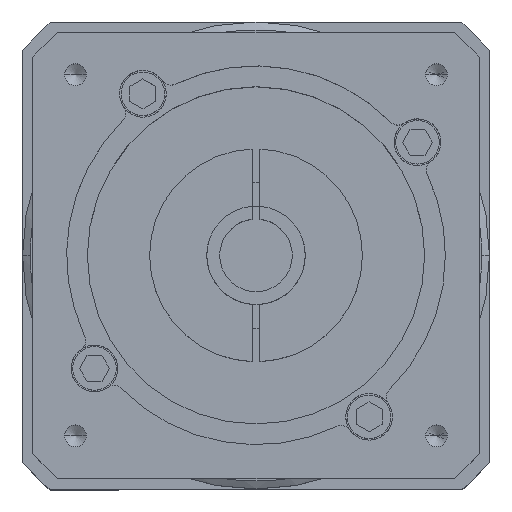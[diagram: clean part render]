
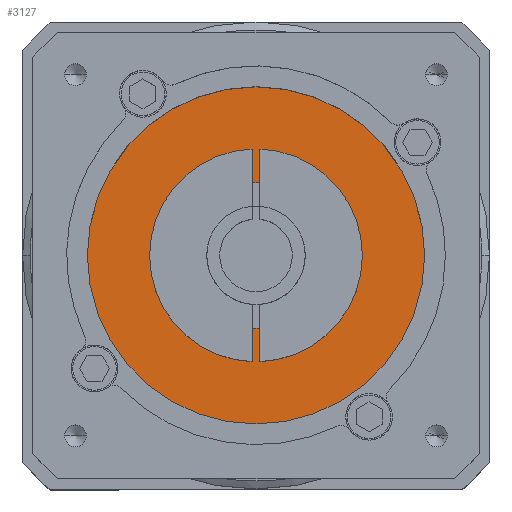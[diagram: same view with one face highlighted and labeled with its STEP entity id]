
A CAD part, top view. The second image highlights one B-rep face of the part: STEP entity #3127.
In plain terms, the highlighted planar face has unit normal (0, 0, 1).
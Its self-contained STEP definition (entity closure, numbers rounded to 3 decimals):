
#230 = CARTESIAN_POINT ( 'NONE',  ( 0., 0., 112.5 ) ) ;
#265 = AXIS2_PLACEMENT_3D ( 'NONE', #5410, #1975, #5972 ) ;
#309 = AXIS2_PLACEMENT_3D ( 'NONE', #4861, #1412, #5416 ) ;
#409 = AXIS2_PLACEMENT_3D ( 'NONE', #3405, #2255, #2853 ) ;
#422 = VERTEX_POINT ( 'NONE', #592 ) ;
#440 = ORIENTED_EDGE ( 'NONE', *, *, #944, .F. ) ;
#592 = CARTESIAN_POINT ( 'NONE',  ( -32.5, 0., 112.5 ) ) ;
#852 = DIRECTION ( 'NONE',  ( 1., 0., 0. ) ) ;
#944 = EDGE_CURVE ( 'NONE', #1690, #2953, #1601, .T. ) ;
#1188 = CIRCLE ( 'NONE', #265, 32.5 ) ;
#1412 = DIRECTION ( 'NONE',  ( 0., 0., 1. ) ) ;
#1490 = CIRCLE ( 'NONE', #309, 14. ) ;
#1598 = ORIENTED_EDGE ( 'NONE', *, *, #3396, .T. ) ;
#1601 = CIRCLE ( 'NONE', #7173, 14. ) ;
#1690 = VERTEX_POINT ( 'NONE', #4177 ) ;
#1698 = PLANE ( 'NONE',  #409 ) ;
#1966 = VERTEX_POINT ( 'NONE', #6247 ) ;
#1975 = DIRECTION ( 'NONE',  ( 0., 0., 1. ) ) ;
#2104 = DIRECTION ( 'NONE',  ( 1., 0., 0. ) ) ;
#2255 = DIRECTION ( 'NONE',  ( 0., 0., 1. ) ) ;
#2757 = EDGE_CURVE ( 'NONE', #1966, #422, #3365, .T. ) ;
#2843 = EDGE_CURVE ( 'NONE', #2953, #1690, #1490, .T. ) ;
#2853 = DIRECTION ( 'NONE',  ( 1., 0., 0. ) ) ;
#2953 = VERTEX_POINT ( 'NONE', #3791 ) ;
#3127 = ADVANCED_FACE ( 'NONE', ( #5854, #6994 ), #1698, .T. ) ;
#3365 = CIRCLE ( 'NONE', #6609, 32.5 ) ;
#3396 = EDGE_CURVE ( 'NONE', #422, #1966, #1188, .T. ) ;
#3405 = CARTESIAN_POINT ( 'NONE',  ( 0., 0., 112.5 ) ) ;
#3543 = ORIENTED_EDGE ( 'NONE', *, *, #2843, .F. ) ;
#3791 = CARTESIAN_POINT ( 'NONE',  ( -14., 0., 112.5 ) ) ;
#3826 = DIRECTION ( 'NONE',  ( 0., 0., 1. ) ) ;
#4177 = CARTESIAN_POINT ( 'NONE',  ( 14., 0., 112.5 ) ) ;
#4288 = DIRECTION ( 'NONE',  ( 0., 0., 1. ) ) ;
#4861 = CARTESIAN_POINT ( 'NONE',  ( 0., 0., 112.5 ) ) ;
#5410 = CARTESIAN_POINT ( 'NONE',  ( 0., 0., 112.5 ) ) ;
#5416 = DIRECTION ( 'NONE',  ( 1., 0., 0. ) ) ;
#5501 = EDGE_LOOP ( 'NONE', ( #3543, #440 ) ) ;
#5547 = CARTESIAN_POINT ( 'NONE',  ( 0., 0., 112.5 ) ) ;
#5837 = ORIENTED_EDGE ( 'NONE', *, *, #2757, .T. ) ;
#5854 = FACE_OUTER_BOUND ( 'NONE', #6460, .T. ) ;
#5972 = DIRECTION ( 'NONE',  ( 1., 0., 0. ) ) ;
#6247 = CARTESIAN_POINT ( 'NONE',  ( 32.5, 0., 112.5 ) ) ;
#6460 = EDGE_LOOP ( 'NONE', ( #5837, #1598 ) ) ;
#6609 = AXIS2_PLACEMENT_3D ( 'NONE', #230, #4288, #852 ) ;
#6994 = FACE_BOUND ( 'NONE', #5501, .T. ) ;
#7173 = AXIS2_PLACEMENT_3D ( 'NONE', #5547, #3826, #2104 ) ;
